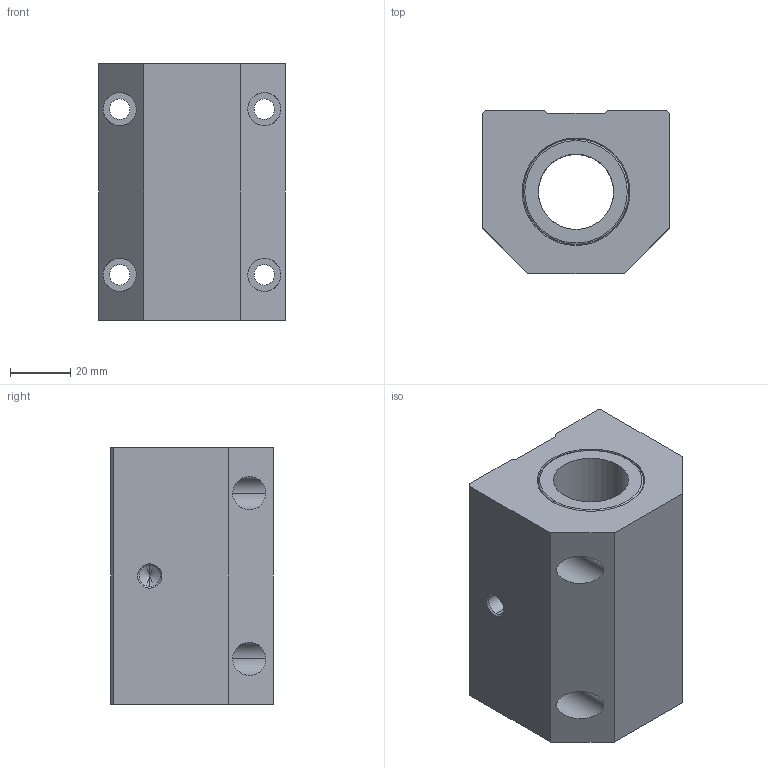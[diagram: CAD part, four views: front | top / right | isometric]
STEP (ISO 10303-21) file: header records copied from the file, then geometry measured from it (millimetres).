
FILE_DESCRIPTION (( 'STEP AP203' ), '1' );
FILE_NAME ('EGTC25.STEP', '2013-11-22T09:20:24', ( 'admin' ), ( '' ), 'SwSTEP 2.0', 'SolidWorks 2013', '' );
FILE_SCHEMA (( 'CONFIG_CONTROL_DESIGN' ));
Length unit declared in the file: millimetre
Products named in the file (3): ETGC25_GEH; KH25; EGTC25
Assembly tree (3 placements, depth 2):
  EGTC25
    ETGC25_GEH
    KH25  x2
Bounding box: 62 x 54 x 85 mm (x, y, z)
Volume: 207770 mm3; surface area: 53338.7 mm2
Topology: 3 solids, 3 shells, 74 faces, 168 edges, 103 vertices
Faces by surface type: cylinder 28, plane 22, cone 16, torus 8
Entity records: 2161 total; most frequent: DIRECTION 340, CARTESIAN_POINT 331, ORIENTED_EDGE 292, EDGE_CURVE 146, AXIS2_PLACEMENT_3D 132, VERTEX_POINT 91, EDGE_LOOP 81, VECTOR 76
